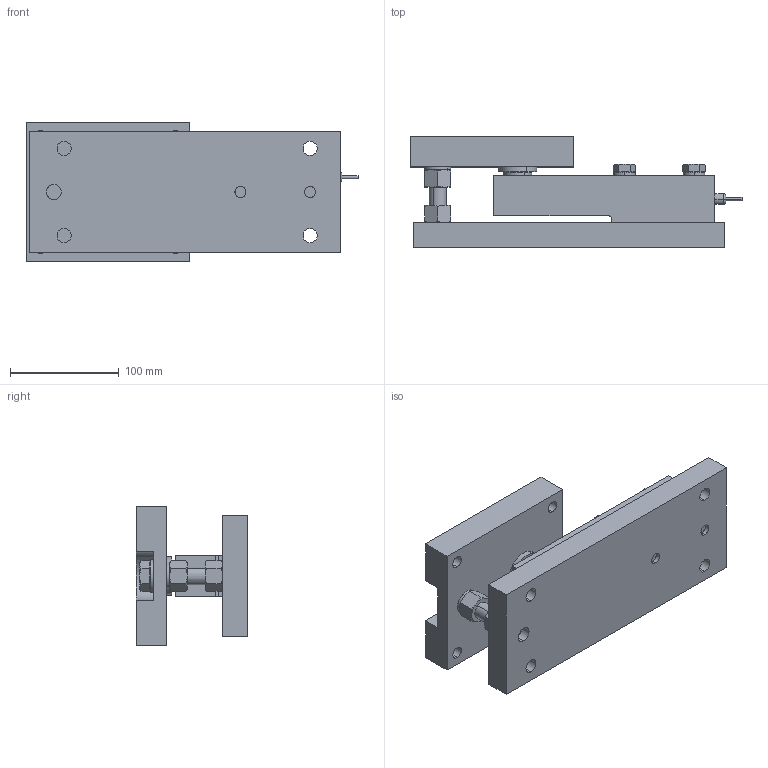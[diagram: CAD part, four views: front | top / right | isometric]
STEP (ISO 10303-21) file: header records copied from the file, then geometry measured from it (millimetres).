
FILE_DESCRIPTION (( 'STEP AP203' ), '1' );
FILE_NAME ('FW-0.5-3t.STEP', '2020-08-31T03:20:07', ( '' ), ( '' ), 'SwSTEP 2.0', 'SolidWorks 2016', '' );
FILE_SCHEMA (( 'CONFIG_CONTROL_DESIGN' ));
Length unit declared in the file: millimetre
Products named in the file (11): FW-0.5-3t-錨璃2; hex bolt gradeab_iso_ISO 4014 - M12 x 65 x 30-N; 換覜んSB-0.5-3t; FW-0.5-3t-錨璃4; hex nut gradec_iso_ISO - 4034 - M16 - N; hex bolt gradeab_iso_ISO 4014 - M16 x 80 x 38-N; FW-0.5-3t-錨璃1; plain washer clevis pin grade a_iso_ISO 8738 - 12; 蟈諉翐; plain washer normal grade a_iso_Washer ISO 7089 - 16; FW-0.5-3t
Assembly tree (13 placements, depth 2):
  FW-0.5-3t
    FW-0.5-3t-錨璃1
    FW-0.5-3t-錨璃2
    換覜んSB-0.5-3t
    FW-0.5-3t-錨璃4
    蟈諉翐
    hex bolt gradeab_iso_ISO 4014 - M16 x 80 x 38-N
    hex nut gradec_iso_ISO - 4034 - M16 - N  x2
    plain washer normal grade a_iso_Washer ISO 7089 - 16
    plain washer clevis pin grade a_iso_ISO 8738 - 12  x2
    hex bolt gradeab_iso_ISO 4014 - M12 x 65 x 30-N  x2
Bounding box: 305 x 102 x 128 mm (x, y, z)
Volume: 1551389.7 mm3; surface area: 213747.3 mm2
Topology: 13 solids, 13 shells, 269 faces, 588 edges, 357 vertices
Faces by surface type: plane 103, cylinder 88, cone 60, torus 16, sphere 2
Entity records: 7231 total; most frequent: CARTESIAN_POINT 1247, DIRECTION 1078, ORIENTED_EDGE 912, EDGE_CURVE 456, AXIS2_PLACEMENT_3D 448, VERTEX_POINT 281, EDGE_LOOP 253, CIRCLE 226
